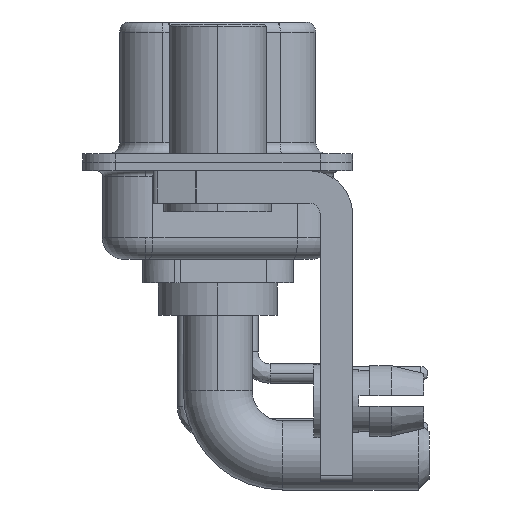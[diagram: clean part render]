
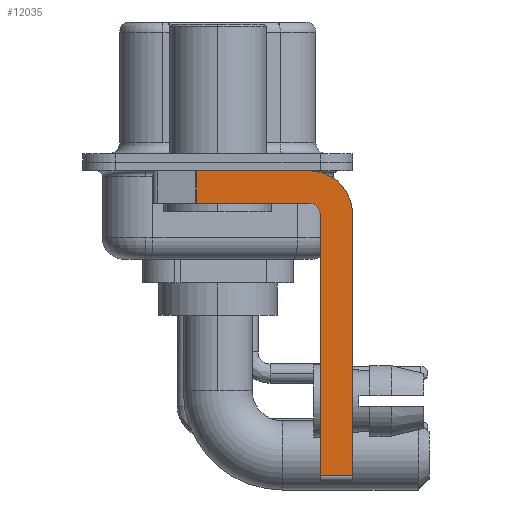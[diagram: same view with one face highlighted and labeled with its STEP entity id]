
A CAD part, left-side view. The second image highlights one B-rep face of the part: STEP entity #12035.
In plain terms, the highlighted planar face has unit normal (-1, 0, 0).
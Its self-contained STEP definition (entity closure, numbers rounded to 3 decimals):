
#298 = DIRECTION ( 'NONE',  ( 0., -1., 0. ) ) ;
#495 = DIRECTION ( 'NONE',  ( 0., 0., -1. ) ) ;
#529 = AXIS2_PLACEMENT_3D ( 'NONE', #20807, #2815, #10574 ) ;
#1732 = VERTEX_POINT ( 'NONE', #25179 ) ;
#1924 = LINE ( 'NONE', #17615, #12615 ) ;
#2162 = EDGE_CURVE ( 'NONE', #8545, #9038, #9762, .T. ) ;
#2359 = ORIENTED_EDGE ( 'NONE', *, *, #28559, .F. ) ;
#2691 = ORIENTED_EDGE ( 'NONE', *, *, #30941, .F. ) ;
#2815 = DIRECTION ( 'NONE',  ( 1., 0., 0. ) ) ;
#3809 = LINE ( 'NONE', #32049, #5684 ) ;
#4271 = EDGE_CURVE ( 'NONE', #27673, #22839, #10225, .T. ) ;
#4326 = CARTESIAN_POINT ( 'NONE',  ( -2.9, -6.25, -2.4 ) ) ;
#4941 = ORIENTED_EDGE ( 'NONE', *, *, #5512, .F. ) ;
#5512 = EDGE_CURVE ( 'NONE', #1732, #30158, #23498, .T. ) ;
#5684 = VECTOR ( 'NONE', #13894, 1000. ) ;
#6648 = ORIENTED_EDGE ( 'NONE', *, *, #31302, .F. ) ;
#7048 = DIRECTION ( 'NONE',  ( 0., 0., 1. ) ) ;
#7297 = CARTESIAN_POINT ( 'NONE',  ( -2.9, -6.25, -14.55 ) ) ;
#7310 = VECTOR ( 'NONE', #298, 1000. ) ;
#7912 = FACE_OUTER_BOUND ( 'NONE', #9179, .T. ) ;
#8545 = VERTEX_POINT ( 'NONE', #30010 ) ;
#8548 = VECTOR ( 'NONE', #17189, 1000. ) ;
#8788 = DIRECTION ( 'NONE',  ( 0., 0., -1. ) ) ;
#9038 = VERTEX_POINT ( 'NONE', #18038 ) ;
#9179 = EDGE_LOOP ( 'NONE', ( #2691, #26546, #21047, #2359, #6648, #13348, #26213, #4941 ) ) ;
#9389 = CARTESIAN_POINT ( 'NONE',  ( -2.9, -4.75, -14.55 ) ) ;
#9762 = LINE ( 'NONE', #25143, #8548 ) ;
#10225 = LINE ( 'NONE', #10710, #19575 ) ;
#10280 = VERTEX_POINT ( 'NONE', #24674 ) ;
#10574 = DIRECTION ( 'NONE',  ( 0., 0., -1. ) ) ;
#10710 = CARTESIAN_POINT ( 'NONE',  ( -2.9, -4.25, -14.55 ) ) ;
#12035 = ADVANCED_FACE ( 'NONE', ( #7912 ), #26101, .F. ) ;
#12615 = VECTOR ( 'NONE', #7048, 1000. ) ;
#13348 = ORIENTED_EDGE ( 'NONE', *, *, #4271, .T. ) ;
#13510 = CARTESIAN_POINT ( 'NONE',  ( -2.9, 3., -0.4 ) ) ;
#13763 = VERTEX_POINT ( 'NONE', #30596 ) ;
#13894 = DIRECTION ( 'NONE',  ( 0., 1., 0. ) ) ;
#14760 = DIRECTION ( 'NONE',  ( 0., 0., 1. ) ) ;
#16079 = CIRCLE ( 'NONE', #24548, 0.5 ) ;
#17189 = DIRECTION ( 'NONE',  ( 0., 0., -1. ) ) ;
#17615 = CARTESIAN_POINT ( 'NONE',  ( -2.9, -4.75, -14.8 ) ) ;
#18038 = CARTESIAN_POINT ( 'NONE',  ( -2.9, 0.978, -1.9 ) ) ;
#18139 = DIRECTION ( 'NONE',  ( 0., -1., 0. ) ) ;
#18337 = DIRECTION ( 'NONE',  ( 1., 0., 0. ) ) ;
#19575 = VECTOR ( 'NONE', #18139, 1000. ) ;
#20807 = CARTESIAN_POINT ( 'NONE',  ( -2.9, -4.25, -2.4 ) ) ;
#20943 = LINE ( 'NONE', #13510, #7310 ) ;
#21047 = ORIENTED_EDGE ( 'NONE', *, *, #31957, .F. ) ;
#22686 = EDGE_CURVE ( 'NONE', #30158, #22839, #31437, .T. ) ;
#22839 = VERTEX_POINT ( 'NONE', #7297 ) ;
#23498 = CIRCLE ( 'NONE', #31944, 2. ) ;
#24350 = CARTESIAN_POINT ( 'NONE',  ( -2.9, -6.25, -2.4 ) ) ;
#24548 = AXIS2_PLACEMENT_3D ( 'NONE', #29956, #27994, #14760 ) ;
#24674 = CARTESIAN_POINT ( 'NONE',  ( -2.9, -4.25, -1.9 ) ) ;
#25143 = CARTESIAN_POINT ( 'NONE',  ( -2.9, 0.978, -1.9 ) ) ;
#25179 = CARTESIAN_POINT ( 'NONE',  ( -2.9, -4.25, -0.4 ) ) ;
#26101 = PLANE ( 'NONE',  #529 ) ;
#26213 = ORIENTED_EDGE ( 'NONE', *, *, #22686, .F. ) ;
#26546 = ORIENTED_EDGE ( 'NONE', *, *, #2162, .T. ) ;
#27673 = VERTEX_POINT ( 'NONE', #9389 ) ;
#27994 = DIRECTION ( 'NONE',  ( -1., 0., 0. ) ) ;
#28419 = CARTESIAN_POINT ( 'NONE',  ( -2.9, -4.25, -2.4 ) ) ;
#28559 = EDGE_CURVE ( 'NONE', #13763, #10280, #16079, .T. ) ;
#29956 = CARTESIAN_POINT ( 'NONE',  ( -2.9, -4.25, -2.4 ) ) ;
#30010 = CARTESIAN_POINT ( 'NONE',  ( -2.9, 0.978, -0.4 ) ) ;
#30158 = VERTEX_POINT ( 'NONE', #4326 ) ;
#30596 = CARTESIAN_POINT ( 'NONE',  ( -2.9, -4.75, -2.4 ) ) ;
#30941 = EDGE_CURVE ( 'NONE', #8545, #1732, #20943, .T. ) ;
#31302 = EDGE_CURVE ( 'NONE', #27673, #13763, #1924, .T. ) ;
#31437 = LINE ( 'NONE', #24350, #32153 ) ;
#31944 = AXIS2_PLACEMENT_3D ( 'NONE', #28419, #18337, #495 ) ;
#31957 = EDGE_CURVE ( 'NONE', #10280, #9038, #3809, .T. ) ;
#32049 = CARTESIAN_POINT ( 'NONE',  ( -2.9, -4.25, -1.9 ) ) ;
#32153 = VECTOR ( 'NONE', #8788, 1000. ) ;
